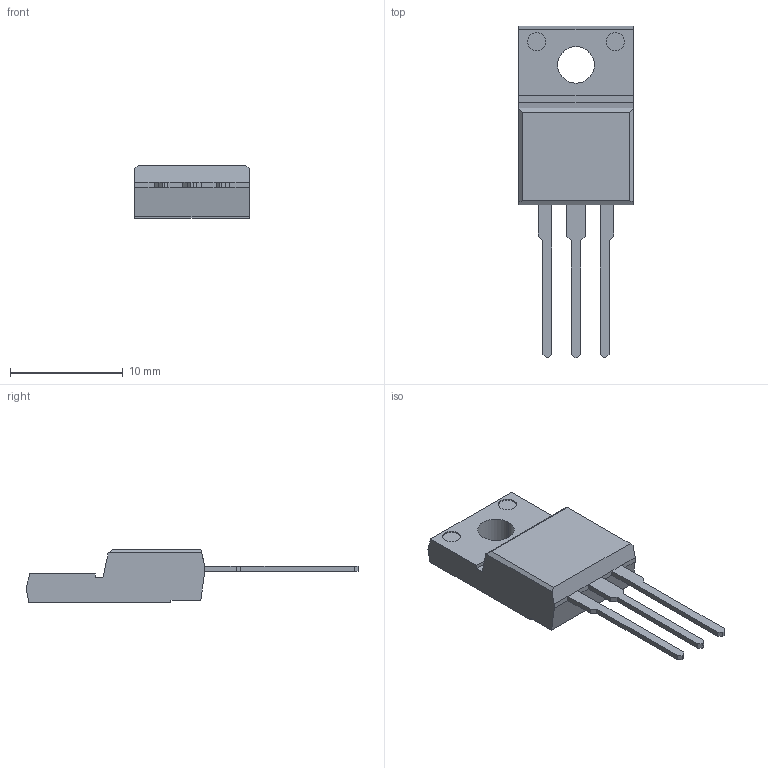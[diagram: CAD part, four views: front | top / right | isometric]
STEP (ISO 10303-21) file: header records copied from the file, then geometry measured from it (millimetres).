
FILE_DESCRIPTION (( 'STEP AP214' ), '1' );
FILE_NAME ('User Library-Transistors TO-220 FULLPAK 3-PIN.STEP', '2021-06-08T15:29:54', ( '' ), ( '' ), 'SwSTEP 2.0', 'SolidWorks 2021', '' );
FILE_SCHEMA (( 'AUTOMOTIVE_DESIGN' ));
Length unit declared in the file: millimetre
Products named in the file (1): User Library-Transistors TO-220 FULLPAK 3-PIN
Bounding box: 10.16 x 29.47 x 4.7 mm (x, y, z)
Volume: 576.4 mm3; surface area: 640.3 mm2
Topology: 1 solids, 1 shells, 60 faces, 156 edges, 100 vertices
Faces by surface type: plane 54, cylinder 6
Entity records: 2494 total; most frequent: CARTESIAN_POINT 317, ORIENTED_EDGE 312, DIRECTION 290, EDGE_CURVE 156, LINE 144, VECTOR 144, VERTEX_POINT 100, AXIS2_PLACEMENT_3D 73
